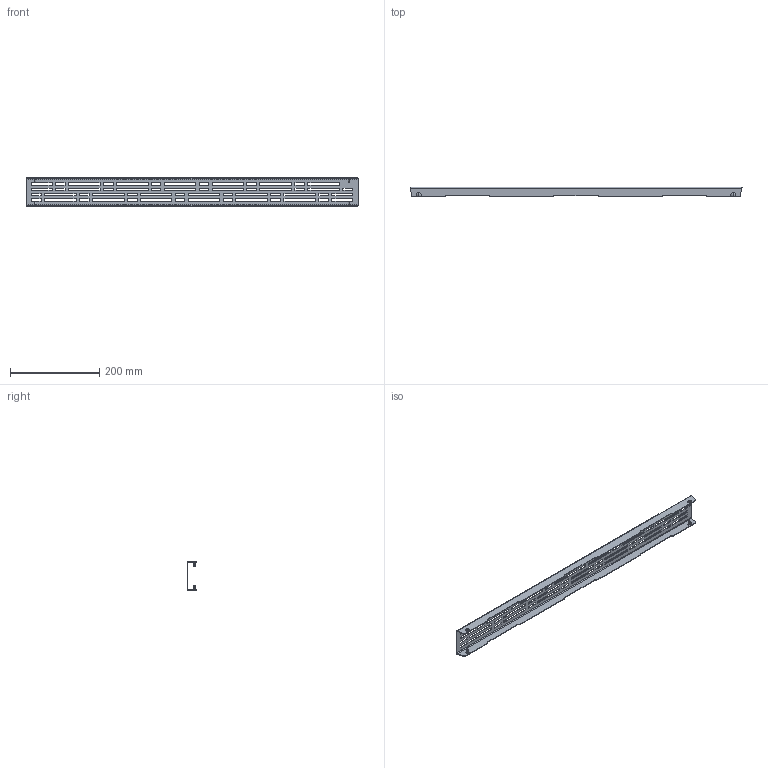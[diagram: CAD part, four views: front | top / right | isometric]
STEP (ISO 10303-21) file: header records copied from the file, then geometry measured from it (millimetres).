
FILE_DESCRIPTION((''),'2;1');
FILE_NAME('600810_ASM','2010-12-22T',('akroeker'),('NET'),'PRO/ENGINEER BY PARAMETRIC TECHNOLOGY CORPORATION, 2010040','PRO/ENGINEER BY PARAMETRIC TECHNOLOGY CORPORATION, 2010040','');
FILE_SCHEMA(('AUTOMOTIVE_DESIGN_CC2 { 1 2 10303 214 -1 1 5 2 }'));
Length unit declared in the file: millimetre
Products named in the file (3): DR200_013_00; DR100_006_00; 600810_ASM
Assembly tree (5 placements, depth 2):
  600810_ASM
    DR200_013_00
    DR100_006_00  x4
Bounding box: 743 x 22.01 x 66.25 mm (x, y, z)
Volume: 93636.4 mm3; surface area: 136302.9 mm2
Topology: 5 solids, 5 shells, 632 faces, 1856 edges, 1228 vertices
Faces by surface type: plane 330, cylinder 270, bspline 24, sphere 8
Entity records: 20443 total; most frequent: CARTESIAN_POINT 3873, ORIENTED_EDGE 3420, DIRECTION 3390, EDGE_CURVE 1710, VECTOR 1146, LINE 1146, VERTEX_POINT 1135, AXIS2_PLACEMENT_3D 1122
